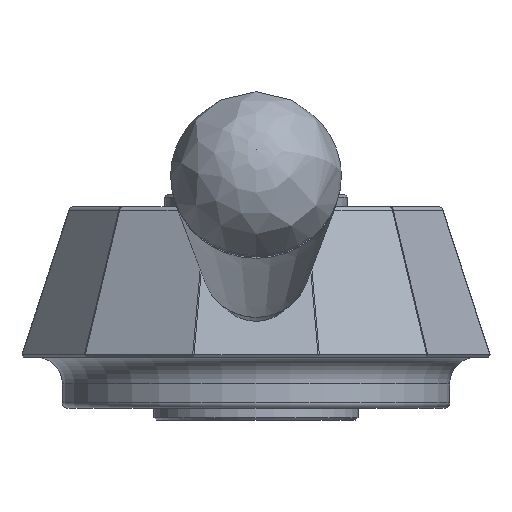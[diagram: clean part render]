
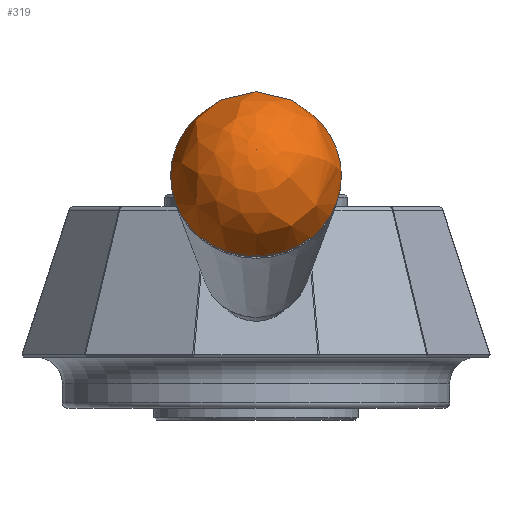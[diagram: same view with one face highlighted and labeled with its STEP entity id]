
A CAD part, left-side view. The second image highlights one B-rep face of the part: STEP entity #319.
In plain terms, the highlighted free-form (B-spline) face has degree [3, 3] with [4, 7] control points.
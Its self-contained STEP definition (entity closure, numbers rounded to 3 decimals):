
#319 = ADVANCED_FACE( '', ( #728, #729 ), #730, .T. );
#728 = FACE_OUTER_BOUND( '', #1719, .T. );
#729 = FACE_BOUND( '', #1720, .T. );
#730 = ( BOUNDED_SURFACE(  )B_SPLINE_SURFACE( 3, 3, ( ( #1723, #1724, #1725, #1726, #1727, #1728, #1729 ), ( #1730, #1731, #1732, #1733, #1734, #1735, #1736 ), ( #1737, #1738, #1739, #1740, #1741, #1742, #1743 ), ( #1744, #1745, #1746, #1747, #1748, #1749, #1750 ) ), .UNSPECIFIED., .F., .T., .F. )B_SPLINE_SURFACE_WITH_KNOTS( ( 4, 4 ), ( 4, 3, 4 ), ( 0., 6.283 ), ( -0.015, 0.797, 1.608 ), .UNSPECIFIED. )GEOMETRIC_REPRESENTATION_ITEM(  )RATIONAL_B_SPLINE_SURFACE( ( ( 1., 0.333, 0.333, 1., 0.333, 0.333, 1. ), ( 0.792, 0.264, 0.264, 0.792, 0.264, 0.264, 0.792 ), ( 0.792, 0.264, 0.264, 0.792, 0.264, 0.264, 0.792 ), ( 1., 0.333, 0.333, 1., 0.333, 0.333, 1. ) ) )REPRESENTATION_ITEM( '' )SURFACE(  ) );
#1719 = EDGE_LOOP( '', ( #2932 ) );
#1720 = VERTEX_LOOP( '', #2933 );
#1723 = CARTESIAN_POINT( '', ( -115.267, 0., 48.012 ) );
#1724 = CARTESIAN_POINT( '', ( -115.267, 0., 48.012 ) );
#1725 = CARTESIAN_POINT( '', ( -115.267, 0., 48.012 ) );
#1726 = CARTESIAN_POINT( '', ( -115.267, 0., 48.012 ) );
#1727 = CARTESIAN_POINT( '', ( -115.267, 0., 48.012 ) );
#1728 = CARTESIAN_POINT( '', ( -115.267, 0., 48.012 ) );
#1729 = CARTESIAN_POINT( '', ( -115.267, 0., 48.012 ) );
#1730 = CARTESIAN_POINT( '', ( -115.596, -9.341, 48.118 ) );
#1731 = CARTESIAN_POINT( '', ( -109.823, -9.341, 65.885 ) );
#1732 = CARTESIAN_POINT( '', ( -109.823, 9.341, 65.885 ) );
#1733 = CARTESIAN_POINT( '', ( -115.596, 9.341, 48.118 ) );
#1734 = CARTESIAN_POINT( '', ( -121.369, 9.341, 30.351 ) );
#1735 = CARTESIAN_POINT( '', ( -121.369, -9.341, 30.351 ) );
#1736 = CARTESIAN_POINT( '', ( -115.596, -9.341, 48.118 ) );
#1737 = CARTESIAN_POINT( '', ( -109.381, -16.024, 46.099 ) );
#1738 = CARTESIAN_POINT( '', ( -99.478, -16.024, 76.578 ) );
#1739 = CARTESIAN_POINT( '', ( -99.478, 16.024, 76.578 ) );
#1740 = CARTESIAN_POINT( '', ( -109.381, 16.024, 46.099 ) );
#1741 = CARTESIAN_POINT( '', ( -119.284, 16.024, 15.62 ) );
#1742 = CARTESIAN_POINT( '', ( -119.284, -16.024, 15.62 ) );
#1743 = CARTESIAN_POINT( '', ( -109.381, -16.024, 46.099 ) );
#1744 = CARTESIAN_POINT( '', ( -100.492, -15.888, 43.211 ) );
#1745 = CARTESIAN_POINT( '', ( -90.673, -15.888, 73.432 ) );
#1746 = CARTESIAN_POINT( '', ( -90.673, 15.888, 73.432 ) );
#1747 = CARTESIAN_POINT( '', ( -100.492, 15.888, 43.211 ) );
#1748 = CARTESIAN_POINT( '', ( -110.312, 15.888, 12.989 ) );
#1749 = CARTESIAN_POINT( '', ( -110.312, -15.888, 12.989 ) );
#1750 = CARTESIAN_POINT( '', ( -100.492, -15.888, 43.211 ) );
#2932 = ORIENTED_EDGE( '', *, *, #3447, .T. );
#2933 = VERTEX_POINT( '', #3584 );
#3447 = EDGE_CURVE( '', #3880, #3880, #3881, .T. );
#3584 = CARTESIAN_POINT( '', ( -115.267, 0., 48.012 ) );
#3880 = VERTEX_POINT( '', #4434 );
#3881 = CIRCLE( '', #4435, 15.888 );
#4434 = CARTESIAN_POINT( '', ( -100.492, -15.888, 43.211 ) );
#4435 = AXIS2_PLACEMENT_3D( '', #5006, #5007, #5008 );
#5006 = CARTESIAN_POINT( '', ( -100.492, 0., 43.211 ) );
#5007 = DIRECTION( '', ( -0.951, 0., 0.309 ) );
#5008 = DIRECTION( '', ( 0., -1., 0. ) );
